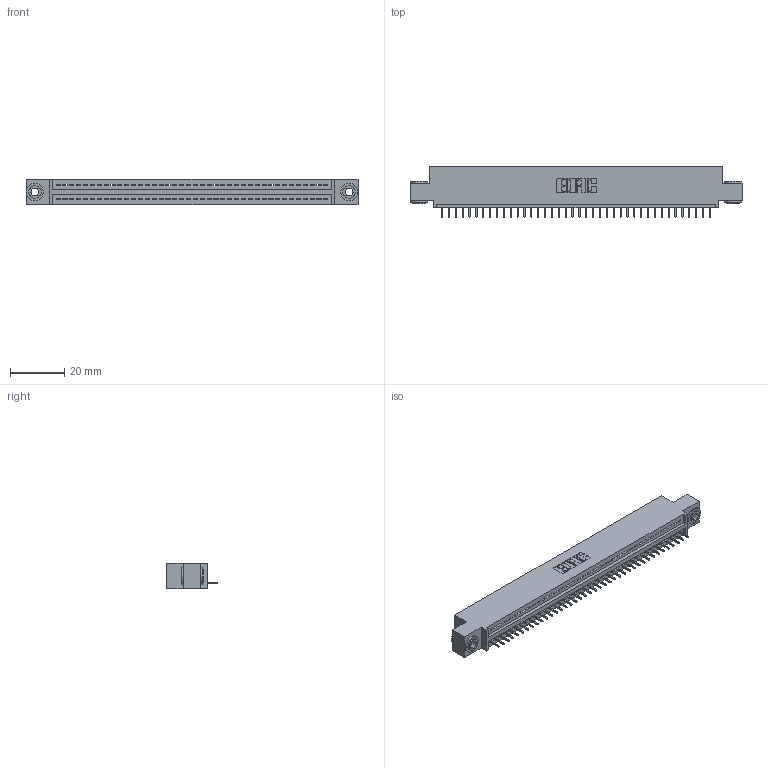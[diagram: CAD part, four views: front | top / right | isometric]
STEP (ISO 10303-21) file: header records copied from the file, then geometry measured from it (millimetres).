
FILE_DESCRIPTION (( 'STEP AP203' ), '1' );
FILE_NAME ('345-040-525-403.STEP', '2020-09-19T19:20:31', ( '' ), ( '' ), 'SwSTEP 2.0', 'SolidWorks 2020', '' );
FILE_SCHEMA (( 'CONFIG_CONTROL_DESIGN' ));
Length unit declared in the file: inch
Products named in the file (4): 345 Part_0.110 Offset - 0.156 Dia-TH; 345-292-001_345-293-125; 345-250-002_345-250-002-102; 345-040-525-403
Assembly tree (43 placements, depth 2):
  345-040-525-403
    345 Part_0.110 Offset - 0.156 Dia-TH
    345-292-001_345-293-125  x40
    345-250-002_345-250-002-102  x2
Bounding box: 122.81 x 18.72 x 9.4 mm (x, y, z)
Volume: 11430.9 mm3; surface area: 14915.1 mm2
Topology: 43 solids, 43 shells, 2648 faces, 7629 edges, 4922 vertices
Faces by surface type: plane 1934, cylinder 706, cone 8
Entity records: 31230 total; most frequent: CARTESIAN_POINT 5387, ORIENTED_EDGE 5354, DIRECTION 4739, EDGE_CURVE 2677, VECTOR 2365, LINE 2365, VERTEX_POINT 1778, AXIS2_PLACEMENT_3D 1187
